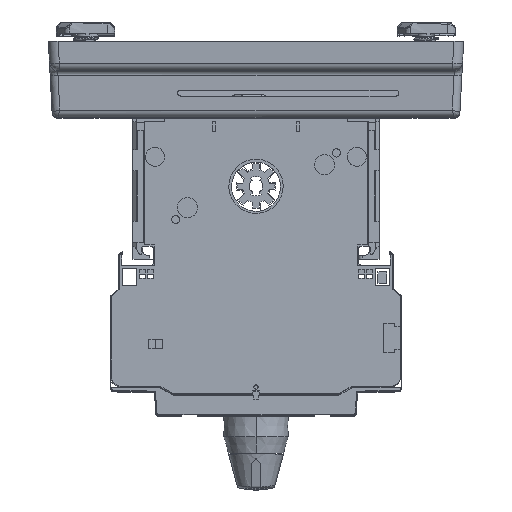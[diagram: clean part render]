
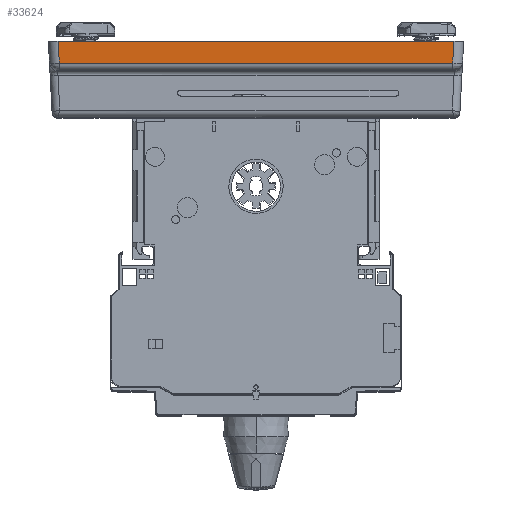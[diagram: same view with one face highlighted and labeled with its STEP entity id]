
A CAD part, top view. The second image highlights one B-rep face of the part: STEP entity #33624.
In plain terms, the highlighted planar face has unit normal (0, 0.052, -0.999).
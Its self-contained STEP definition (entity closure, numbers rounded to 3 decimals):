
#104 = VECTOR ( 'NONE', #23234, 1000. ) ;
#2873 = ORIENTED_EDGE ( 'NONE', *, *, #41090, .T. ) ;
#5335 = PLANE ( 'NONE',  #52794 ) ;
#6851 = VECTOR ( 'NONE', #9885, 1000. ) ;
#9642 = FACE_OUTER_BOUND ( 'NONE', #66550, .T. ) ;
#9885 = DIRECTION ( 'NONE',  ( -1., 0., 0. ) ) ;
#12305 = ORIENTED_EDGE ( 'NONE', *, *, #18553, .T. ) ;
#12766 = CARTESIAN_POINT ( 'NONE',  ( -52.507, 39., 295.5 ) ) ;
#16342 = DIRECTION ( 'NONE',  ( 0., -0.052, 0.999 ) ) ;
#18553 = EDGE_CURVE ( 'NONE', #63626, #21149, #45500, .T. ) ;
#19338 = VERTEX_POINT ( 'NONE', #56792 ) ;
#21149 = VERTEX_POINT ( 'NONE', #12766 ) ;
#23234 = DIRECTION ( 'NONE',  ( -0.052, 0.997, 0.052 ) ) ;
#23817 = EDGE_CURVE ( 'NONE', #63626, #38877, #65926, .T. ) ;
#28029 = CARTESIAN_POINT ( 'NONE',  ( 148.919, 27.791, 294.913 ) ) ;
#30264 = ORIENTED_EDGE ( 'NONE', *, *, #61812, .F. ) ;
#31368 = CARTESIAN_POINT ( 'NONE',  ( -57.5, 39., 295.5 ) ) ;
#32868 = LINE ( 'NONE', #56988, #56820 ) ;
#33624 = ADVANCED_FACE ( 'NONE', ( #9642 ), #5335, .F. ) ;
#34173 = LINE ( 'NONE', #31368, #6851 ) ;
#38877 = VERTEX_POINT ( 'NONE', #28029 ) ;
#41090 = EDGE_CURVE ( 'NONE', #19338, #38877, #32868, .T. ) ;
#45500 = LINE ( 'NONE', #50522, #104 ) ;
#49119 = CARTESIAN_POINT ( 'NONE',  ( -57.5, 39., 295.5 ) ) ;
#50522 = CARTESIAN_POINT ( 'NONE',  ( -52.52, 39.26, 295.514 ) ) ;
#51458 = VECTOR ( 'NONE', #62575, 1000. ) ;
#52794 = AXIS2_PLACEMENT_3D ( 'NONE', #49119, #16342, #54589 ) ;
#54589 = DIRECTION ( 'NONE',  ( 0., -0.999, -0.052 ) ) ;
#56792 = CARTESIAN_POINT ( 'NONE',  ( 149.507, 39., 295.5 ) ) ;
#56820 = VECTOR ( 'NONE', #62437, 1000. ) ;
#56988 = CARTESIAN_POINT ( 'NONE',  ( 149.52, 39.26, 295.514 ) ) ;
#57126 = CARTESIAN_POINT ( 'NONE',  ( -57.5, 27.791, 294.913 ) ) ;
#61372 = CARTESIAN_POINT ( 'NONE',  ( -51.919, 27.791, 294.913 ) ) ;
#61812 = EDGE_CURVE ( 'NONE', #19338, #21149, #34173, .T. ) ;
#62437 = DIRECTION ( 'NONE',  ( -0.052, -0.997, -0.052 ) ) ;
#62575 = DIRECTION ( 'NONE',  ( 1., 0., 0. ) ) ;
#63539 = ORIENTED_EDGE ( 'NONE', *, *, #23817, .F. ) ;
#63626 = VERTEX_POINT ( 'NONE', #61372 ) ;
#65926 = LINE ( 'NONE', #57126, #51458 ) ;
#66550 = EDGE_LOOP ( 'NONE', ( #63539, #12305, #30264, #2873 ) ) ;
